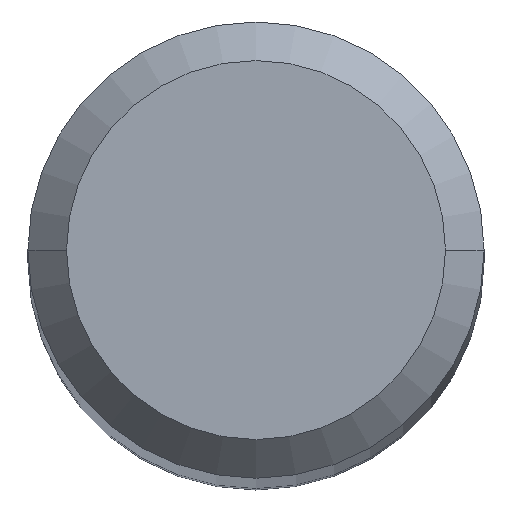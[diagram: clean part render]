
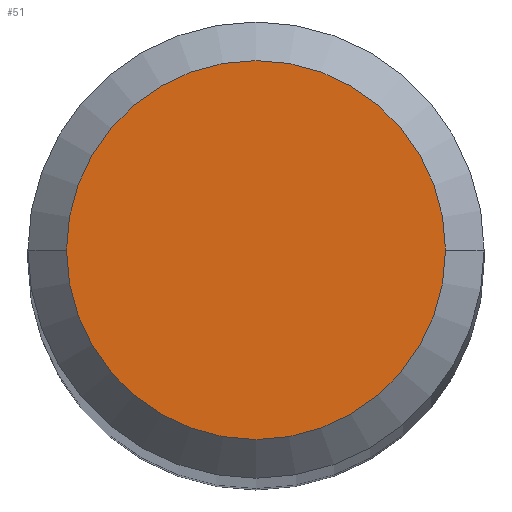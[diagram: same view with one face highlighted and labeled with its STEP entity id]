
A CAD part, top view. The second image highlights one B-rep face of the part: STEP entity #51.
In plain terms, the highlighted planar face has unit normal (0, 0, 1).
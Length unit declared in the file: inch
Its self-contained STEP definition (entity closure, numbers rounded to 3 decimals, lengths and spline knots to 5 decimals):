
#1 = DIRECTION ( 'NONE',  ( 1., 0., 0. ) ) ;
#4 = VERTEX_POINT ( 'NONE', #137 ) ;
#50 = CIRCLE ( 'NONE', #62, 0.0981 ) ;
#51 = ADVANCED_FACE ( 'NONE', ( #359 ), #272, .F. ) ;
#56 = DIRECTION ( 'NONE',  ( -1., 0., 0. ) ) ;
#62 = AXIS2_PLACEMENT_3D ( 'NONE', #350, #151, #95 ) ;
#93 = ORIENTED_EDGE ( 'NONE', *, *, #170, .T. ) ;
#95 = DIRECTION ( 'NONE',  ( 1., 0., 0. ) ) ;
#137 = CARTESIAN_POINT ( 'NONE',  ( -0.0981, 0., 0. ) ) ;
#151 = DIRECTION ( 'NONE',  ( 0., 0., 1. ) ) ;
#160 = ORIENTED_EDGE ( 'NONE', *, *, #163, .T. ) ;
#163 = EDGE_CURVE ( 'NONE', #303, #4, #50, .T. ) ;
#170 = EDGE_CURVE ( 'NONE', #4, #303, #222, .T. ) ;
#173 = DIRECTION ( 'NONE',  ( 0., 0., 1. ) ) ;
#213 = AXIS2_PLACEMENT_3D ( 'NONE', #336, #249, #56 ) ;
#222 = CIRCLE ( 'NONE', #250, 0.0981 ) ;
#249 = DIRECTION ( 'NONE',  ( 0., 0., -1. ) ) ;
#250 = AXIS2_PLACEMENT_3D ( 'NONE', #317, #173, #1 ) ;
#253 = CARTESIAN_POINT ( 'NONE',  ( 0.0981, 0., 0. ) ) ;
#272 = PLANE ( 'NONE',  #213 ) ;
#303 = VERTEX_POINT ( 'NONE', #253 ) ;
#316 = EDGE_LOOP ( 'NONE', ( #93, #160 ) ) ;
#317 = CARTESIAN_POINT ( 'NONE',  ( 0., 0., 0. ) ) ;
#336 = CARTESIAN_POINT ( 'NONE',  ( 0., 0.0981, 0. ) ) ;
#350 = CARTESIAN_POINT ( 'NONE',  ( 0., 0., 0. ) ) ;
#359 = FACE_OUTER_BOUND ( 'NONE', #316, .T. ) ;
